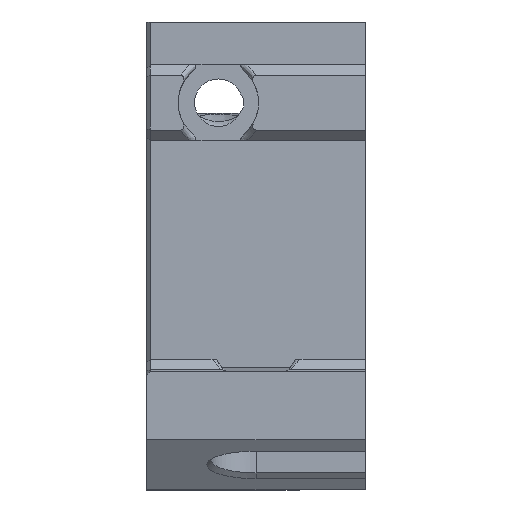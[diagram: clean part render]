
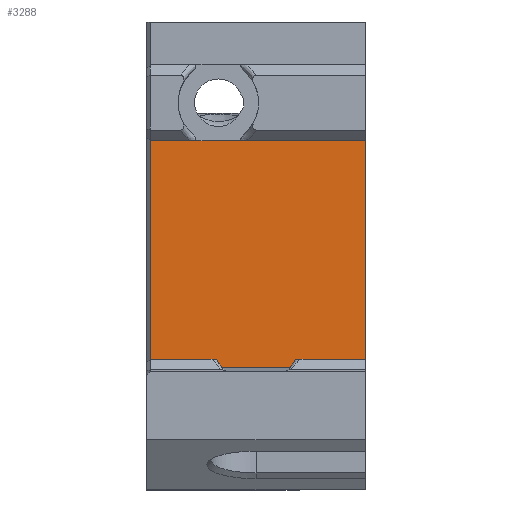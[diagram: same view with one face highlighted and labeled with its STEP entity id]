
A CAD part, left-side view. The second image highlights one B-rep face of the part: STEP entity #3288.
In plain terms, the highlighted planar face has unit normal (-1, 0, 0).
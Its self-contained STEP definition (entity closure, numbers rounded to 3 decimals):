
#241=FACE_OUTER_BOUND('',#436,.T.);
#436=EDGE_LOOP('',(#2575,#2576,#2577,#2578,#2579,#2580));
#665=LINE('',#5343,#1011);
#668=LINE('',#5348,#1014);
#675=LINE('',#5363,#1021);
#773=LINE('',#5876,#1119);
#794=LINE('',#5917,#1140);
#795=LINE('',#5919,#1141);
#1011=VECTOR('',#3864,10.);
#1014=VECTOR('',#3869,10.);
#1021=VECTOR('',#3880,10.);
#1119=VECTOR('',#4100,10.);
#1140=VECTOR('',#4151,10.);
#1141=VECTOR('',#4154,10.);
#1374=VERTEX_POINT('',#5243);
#1375=VERTEX_POINT('',#5303);
#1377=VERTEX_POINT('',#5342);
#1384=VERTEX_POINT('',#5361);
#1477=VERTEX_POINT('',#5874);
#1482=VERTEX_POINT('',#5915);
#1717=EDGE_CURVE('',#1375,#1377,#665,.T.);
#1720=EDGE_CURVE('',#1374,#1375,#668,.T.);
#1728=EDGE_CURVE('',#1384,#1374,#675,.T.);
#1860=EDGE_CURVE('',#1384,#1477,#773,.T.);
#1881=EDGE_CURVE('',#1477,#1482,#794,.T.);
#1882=EDGE_CURVE('',#1482,#1377,#795,.T.);
#2575=ORIENTED_EDGE('',*,*,#1728,.F.);
#2576=ORIENTED_EDGE('',*,*,#1860,.T.);
#2577=ORIENTED_EDGE('',*,*,#1881,.T.);
#2578=ORIENTED_EDGE('',*,*,#1882,.T.);
#2579=ORIENTED_EDGE('',*,*,#1717,.F.);
#2580=ORIENTED_EDGE('',*,*,#1720,.F.);
#3118=PLANE('',#3539);
#3288=ADVANCED_FACE('',(#241),#3118,.F.);
#3539=AXIS2_PLACEMENT_3D('',#5918,#4152,#4153);
#3864=DIRECTION('',(0.,-1.,0.));
#3869=DIRECTION('',(0.,-1.,0.));
#3880=DIRECTION('',(0.,-1.,0.));
#4100=DIRECTION('',(0.,0.,-1.));
#4151=DIRECTION('',(0.,-1.,0.));
#4152=DIRECTION('center_axis',(1.,0.,0.));
#4153=DIRECTION('ref_axis',(0.,0.,1.));
#4154=DIRECTION('',(0.,0.,1.));
#5243=CARTESIAN_POINT('',(-7.5,-5.495,2.475));
#5303=CARTESIAN_POINT('',(-7.5,-10.505,2.475));
#5342=CARTESIAN_POINT('',(-7.5,-24.4,2.475));
#5343=CARTESIAN_POINT('',(-7.5,0.,2.475));
#5348=CARTESIAN_POINT('',(-7.5,0.,2.475));
#5361=CARTESIAN_POINT('',(-7.5,-0.4,2.475));
#5363=CARTESIAN_POINT('',(-7.5,0.,2.475));
#5874=CARTESIAN_POINT('',(-7.5,-0.4,-22.85));
#5876=CARTESIAN_POINT('',(-7.5,-0.4,-16.625));
#5915=CARTESIAN_POINT('',(-7.5,-24.4,-22.85));
#5917=CARTESIAN_POINT('',(-7.5,0.,-22.85));
#5918=CARTESIAN_POINT('Origin',(-7.5,0.,-22.85));
#5919=CARTESIAN_POINT('',(-7.5,-24.4,-16.625));
